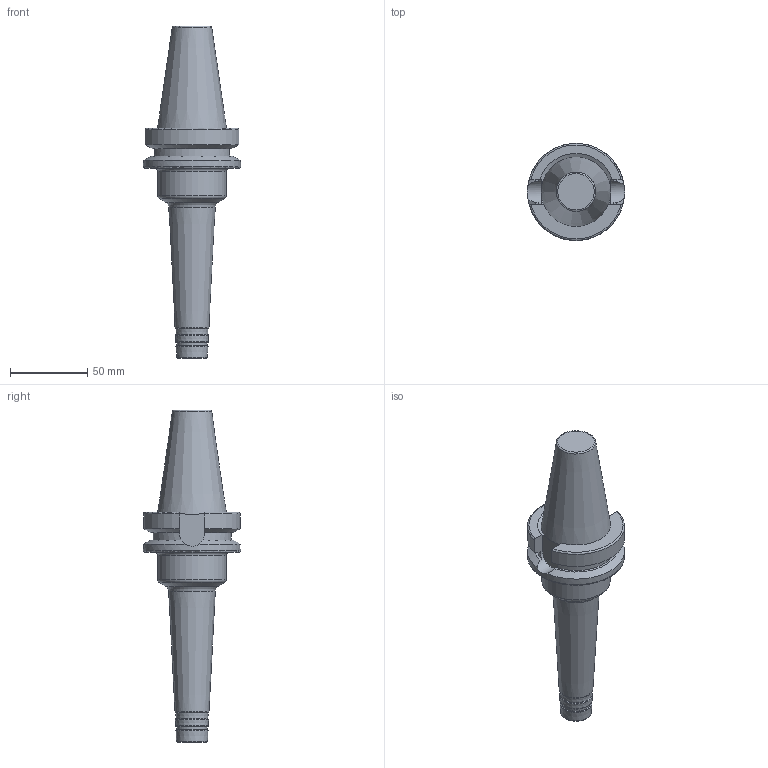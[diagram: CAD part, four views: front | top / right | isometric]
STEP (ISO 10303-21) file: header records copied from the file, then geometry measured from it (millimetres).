
FILE_DESCRIPTION(/* description */ (''),/* implementation_level */ '2;1');
FILE_NAME(/* name */ 'BT40TFADB-HC06-150.stp',/* time_stamp */ '2022-02-23T17:32:46+05:00',/* author */ (''),/* organization */ (''),/* preprocessor_version */ 'ST-DEVELOPER v16.7',/* originating_system */ 'SIEMENS PLM Software NX 12.0',/* authorisation */ '');
FILE_SCHEMA (('AUTOMOTIVE_DESIGN { 1 0 10303 214 3 1 1 1 }'));
Length unit declared in the file: millimetre
Products named in the file (1): inpu19449C05qnbi
Bounding box: 63 x 62.99 x 215.4 mm (x, y, z)
Volume: 218677.6 mm3; surface area: 29637.9 mm2
Topology: 1 solids, 1 shells, 57 faces, 143 edges, 93 vertices
Faces by surface type: torus 16, cone 16, plane 16, cylinder 9
Full cylindrical faces by diameter (mm): 6 x1, 44.5 x1, 63 x1
Entity records: 1709 total; most frequent: CARTESIAN_POINT 426, DIRECTION 254, ORIENTED_EDGE 226, EDGE_CURVE 113, AXIS2_PLACEMENT_3D 113, VERTEX_POINT 88, EDGE_LOOP 87, FACE_BOUND 60
